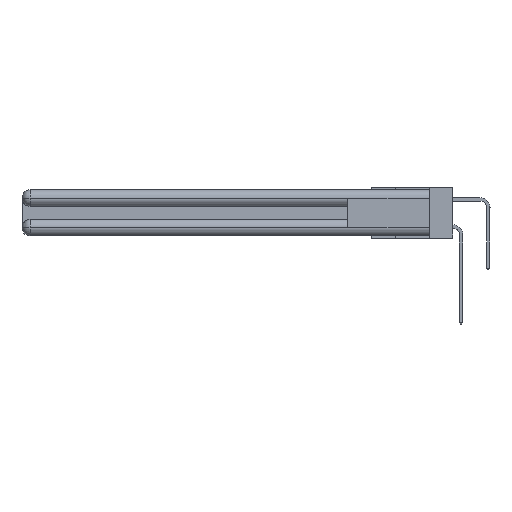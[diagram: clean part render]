
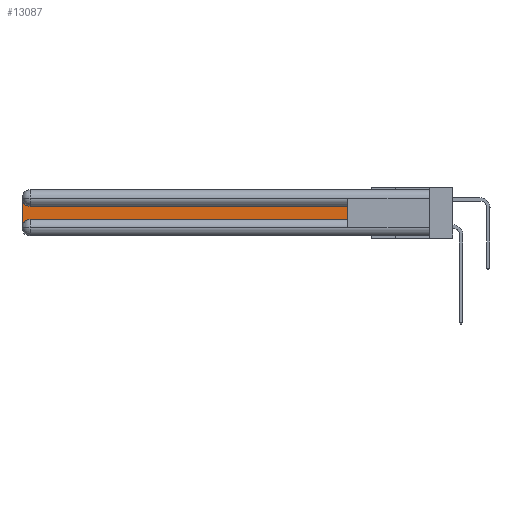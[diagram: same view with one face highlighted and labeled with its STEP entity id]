
A CAD part, left-side view. The second image highlights one B-rep face of the part: STEP entity #13087.
In plain terms, the highlighted planar face has unit normal (-1, 0, 0).
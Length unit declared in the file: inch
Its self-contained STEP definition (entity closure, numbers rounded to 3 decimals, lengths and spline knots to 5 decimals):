
#1860 = EDGE_CURVE ( 'NONE', #26915, #31746, #29793, .T. ) ;
#2151 = CARTESIAN_POINT ( 'NONE',  ( 0.075, 2.94, -0.2775 ) ) ;
#3043 = CARTESIAN_POINT ( 'NONE',  ( 0.075, 3., -0.2175 ) ) ;
#3394 = LINE ( 'NONE', #3043, #17349 ) ;
#6535 = ORIENTED_EDGE ( 'NONE', *, *, #9409, .T. ) ;
#7093 = VERTEX_POINT ( 'NONE', #8556 ) ;
#8556 = CARTESIAN_POINT ( 'NONE',  ( 0.075, 3., -0.0625 ) ) ;
#8858 = CARTESIAN_POINT ( 'NONE',  ( 0.075, 0.6, -0.1225 ) ) ;
#9098 = DIRECTION ( 'NONE',  ( 0., 1., 0. ) ) ;
#9409 = EDGE_CURVE ( 'NONE', #30659, #17962, #28583, .T. ) ;
#9555 = DIRECTION ( 'NONE',  ( 0., 0., -1. ) ) ;
#9699 = VECTOR ( 'NONE', #9098, 39.37008 ) ;
#10194 = AXIS2_PLACEMENT_3D ( 'NONE', #27999, #27895, #9555 ) ;
#10626 = CARTESIAN_POINT ( 'NONE',  ( 0.075, 0.6, -0.2175 ) ) ;
#10709 = ORIENTED_EDGE ( 'NONE', *, *, #29954, .T. ) ;
#11131 = CARTESIAN_POINT ( 'NONE',  ( 0.075, 2.94, -0.2175 ) ) ;
#12298 = PLANE ( 'NONE',  #10194 ) ;
#13087 = ADVANCED_FACE ( 'NONE', ( #26799 ), #12298, .F. ) ;
#13401 = EDGE_LOOP ( 'NONE', ( #14920, #16802, #10709, #6535, #33121, #17266 ) ) ;
#14116 = EDGE_CURVE ( 'NONE', #30917, #26915, #19348, .T. ) ;
#14161 = CARTESIAN_POINT ( 'NONE',  ( 0.075, 0.6, -0.2175 ) ) ;
#14713 = EDGE_CURVE ( 'NONE', #17962, #30917, #31963, .T. ) ;
#14908 = DIRECTION ( 'NONE',  ( 1., 0., 0. ) ) ;
#14920 = ORIENTED_EDGE ( 'NONE', *, *, #1860, .T. ) ;
#15651 = CARTESIAN_POINT ( 'NONE',  ( 0.075, 2.94, -0.0625 ) ) ;
#16802 = ORIENTED_EDGE ( 'NONE', *, *, #25545, .T. ) ;
#17226 = VECTOR ( 'NONE', #25506, 39.37008 ) ;
#17266 = ORIENTED_EDGE ( 'NONE', *, *, #14116, .T. ) ;
#17349 = VECTOR ( 'NONE', #21524, 39.37008 ) ;
#17688 = VECTOR ( 'NONE', #29439, 39.37008 ) ;
#17962 = VERTEX_POINT ( 'NONE', #11131 ) ;
#18281 = DIRECTION ( 'NONE',  ( 1., 0., 0. ) ) ;
#19018 = CARTESIAN_POINT ( 'NONE',  ( 0.075, 2.94, -0.1225 ) ) ;
#19348 = LINE ( 'NONE', #21528, #17688 ) ;
#20924 = DIRECTION ( 'NONE',  ( 0., 0., -1. ) ) ;
#21524 = DIRECTION ( 'NONE',  ( 0., 0., -1. ) ) ;
#21528 = CARTESIAN_POINT ( 'NONE',  ( 0.075, 0.6, -0.2175 ) ) ;
#25506 = DIRECTION ( 'NONE',  ( 0., -1., 0. ) ) ;
#25545 = EDGE_CURVE ( 'NONE', #31746, #7093, #29256, .T. ) ;
#26274 = CARTESIAN_POINT ( 'NONE',  ( 0.075, 0.6, -0.1225 ) ) ;
#26783 = AXIS2_PLACEMENT_3D ( 'NONE', #2151, #14908, #28304 ) ;
#26799 = FACE_OUTER_BOUND ( 'NONE', #13401, .T. ) ;
#26915 = VERTEX_POINT ( 'NONE', #26274 ) ;
#27895 = DIRECTION ( 'NONE',  ( 1., 0., 0. ) ) ;
#27999 = CARTESIAN_POINT ( 'NONE',  ( 0.075, 3., -0.1225 ) ) ;
#28304 = DIRECTION ( 'NONE',  ( 0., 0., -1. ) ) ;
#28583 = CIRCLE ( 'NONE', #26783, 0.06 ) ;
#29256 = CIRCLE ( 'NONE', #33808, 0.06 ) ;
#29439 = DIRECTION ( 'NONE',  ( 0., 0., 1. ) ) ;
#29793 = LINE ( 'NONE', #8858, #9699 ) ;
#29954 = EDGE_CURVE ( 'NONE', #7093, #30659, #3394, .T. ) ;
#30659 = VERTEX_POINT ( 'NONE', #31812 ) ;
#30917 = VERTEX_POINT ( 'NONE', #14161 ) ;
#31746 = VERTEX_POINT ( 'NONE', #19018 ) ;
#31812 = CARTESIAN_POINT ( 'NONE',  ( 0.075, 3., -0.2775 ) ) ;
#31963 = LINE ( 'NONE', #10626, #17226 ) ;
#33121 = ORIENTED_EDGE ( 'NONE', *, *, #14713, .T. ) ;
#33808 = AXIS2_PLACEMENT_3D ( 'NONE', #15651, #18281, #20924 ) ;
